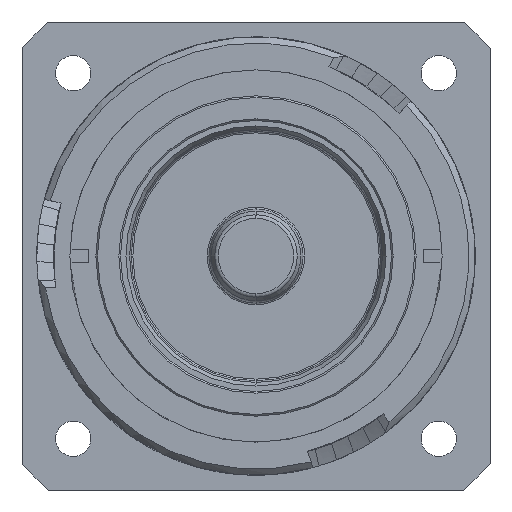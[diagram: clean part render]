
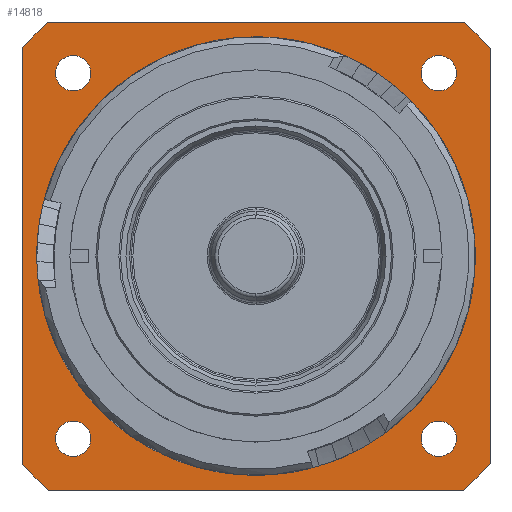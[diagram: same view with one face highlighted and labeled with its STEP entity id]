
A CAD part, left-side view. The second image highlights one B-rep face of the part: STEP entity #14818.
In plain terms, the highlighted planar face has unit normal (-1, 0, 0).
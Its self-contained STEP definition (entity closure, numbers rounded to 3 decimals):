
#327=CARTESIAN_POINT('',(29.,0.,0.));
#328=DIRECTION('',(1.,0.,0.));
#329=DIRECTION('',(0.,1.,0.));
#330=AXIS2_PLACEMENT_3D('',#327,#328,#329);
#1271=CARTESIAN_POINT('',(29.,0.,0.));
#1272=DIRECTION('',(-1.,0.,0.));
#1273=DIRECTION('',(0.,1.,0.));
#1274=AXIS2_PLACEMENT_3D('',#1271,#1272,#1273);
#2998=DIRECTION('',(0.,1.,0.));
#2999=VECTOR('',#2998,50.571);
#3000=CARTESIAN_POINT('',(29.,-25.286,-28.5));
#3001=LINE('708',#3000,#2999);
#3002=CARTESIAN_POINT('',(29.,0.,0.));
#3003=DIRECTION('',(-1.,0.,0.));
#3004=DIRECTION('',(0.,0.748,-0.664));
#3005=AXIS2_PLACEMENT_3D('',#3002,#3003,#3004);
#3007=DIRECTION('',(0.,0.,1.));
#3008=VECTOR('',#3007,50.571);
#3009=CARTESIAN_POINT('',(29.,28.5,-25.286));
#3010=LINE('711',#3009,#3008);
#3011=CARTESIAN_POINT('',(29.,0.,0.));
#3012=DIRECTION('',(1.,0.,0.));
#3013=DIRECTION('',(0.,0.748,0.664));
#3014=AXIS2_PLACEMENT_3D('',#3011,#3012,#3013);
#3016=DIRECTION('',(0.,-1.,0.));
#3017=VECTOR('',#3016,50.571);
#3018=CARTESIAN_POINT('',(29.,25.286,28.5));
#3019=LINE('710',#3018,#3017);
#3020=CARTESIAN_POINT('',(29.,0.,0.));
#3021=DIRECTION('',(1.,0.,0.));
#3022=DIRECTION('',(0.,-0.664,0.748));
#3023=AXIS2_PLACEMENT_3D('',#3020,#3021,#3022);
#3025=DIRECTION('',(0.,0.,-1.));
#3026=VECTOR('',#3025,50.571);
#3027=CARTESIAN_POINT('',(29.,-28.5,25.286));
#3028=LINE('709',#3027,#3026);
#3029=CARTESIAN_POINT('',(29.,0.,0.));
#3030=DIRECTION('',(-1.,0.,0.));
#3031=DIRECTION('',(0.,-0.664,-0.748));
#3032=AXIS2_PLACEMENT_3D('',#3029,#3030,#3031);
#3034=CARTESIAN_POINT('',(29.,22.25,-22.25));
#3035=DIRECTION('',(-1.,0.,0.));
#3036=DIRECTION('',(0.,0.,1.));
#3037=AXIS2_PLACEMENT_3D('',#3034,#3035,#3036);
#3039=CARTESIAN_POINT('',(29.,22.25,-22.25));
#3040=DIRECTION('',(-1.,0.,0.));
#3041=DIRECTION('',(0.,0.,-1.));
#3042=AXIS2_PLACEMENT_3D('',#3039,#3040,#3041);
#3044=CARTESIAN_POINT('',(29.,22.25,22.25));
#3045=DIRECTION('',(-1.,0.,0.));
#3046=DIRECTION('',(0.,0.,1.));
#3047=AXIS2_PLACEMENT_3D('',#3044,#3045,#3046);
#3049=CARTESIAN_POINT('',(29.,22.25,22.25));
#3050=DIRECTION('',(-1.,0.,0.));
#3051=DIRECTION('',(0.,0.,-1.));
#3052=AXIS2_PLACEMENT_3D('',#3049,#3050,#3051);
#3054=CARTESIAN_POINT('',(29.,-22.25,22.25));
#3055=DIRECTION('',(-1.,0.,0.));
#3056=DIRECTION('',(0.,0.,1.));
#3057=AXIS2_PLACEMENT_3D('',#3054,#3055,#3056);
#3059=CARTESIAN_POINT('',(29.,-22.25,22.25));
#3060=DIRECTION('',(-1.,0.,0.));
#3061=DIRECTION('',(0.,0.,-1.));
#3062=AXIS2_PLACEMENT_3D('',#3059,#3060,#3061);
#3064=CARTESIAN_POINT('',(29.,-22.25,-22.25));
#3065=DIRECTION('',(-1.,0.,0.));
#3066=DIRECTION('',(0.,0.,1.));
#3067=AXIS2_PLACEMENT_3D('',#3064,#3065,#3066);
#3069=CARTESIAN_POINT('',(29.,-22.25,-22.25));
#3070=DIRECTION('',(-1.,0.,0.));
#3071=DIRECTION('',(0.,0.,-1.));
#3072=AXIS2_PLACEMENT_3D('',#3069,#3070,#3071);
#6289=CARTESIAN_POINT('',(29.,26.7,0.));
#6290=CARTESIAN_POINT('',(29.,-26.7,0.));
#6291=VERTEX_POINT('',#6289);
#6292=VERTEX_POINT('',#6290);
#6309=CARTESIAN_POINT('',(29.,-25.286,-28.5));
#6310=CARTESIAN_POINT('',(29.,25.286,-28.5));
#6311=VERTEX_POINT('',#6309);
#6312=VERTEX_POINT('',#6310);
#6313=CARTESIAN_POINT('',(29.,-28.5,25.286));
#6314=CARTESIAN_POINT('',(29.,-28.5,-25.286));
#6315=VERTEX_POINT('',#6313);
#6316=VERTEX_POINT('',#6314);
#6317=CARTESIAN_POINT('',(29.,25.286,28.5));
#6318=CARTESIAN_POINT('',(29.,-25.286,28.5));
#6319=VERTEX_POINT('',#6317);
#6320=VERTEX_POINT('',#6318);
#6321=CARTESIAN_POINT('',(29.,28.5,-25.286));
#6322=CARTESIAN_POINT('',(29.,28.5,25.286));
#6323=VERTEX_POINT('',#6321);
#6324=VERTEX_POINT('',#6322);
#6828=CARTESIAN_POINT('',(29.,22.25,-20.1));
#6829=CARTESIAN_POINT('',(29.,22.25,-24.4));
#6830=VERTEX_POINT('',#6828);
#6831=VERTEX_POINT('',#6829);
#6832=CARTESIAN_POINT('',(29.,22.25,24.4));
#6833=CARTESIAN_POINT('',(29.,22.25,20.1));
#6834=VERTEX_POINT('',#6832);
#6835=VERTEX_POINT('',#6833);
#6836=CARTESIAN_POINT('',(29.,-22.25,24.4));
#6837=CARTESIAN_POINT('',(29.,-22.25,20.1));
#6838=VERTEX_POINT('',#6836);
#6839=VERTEX_POINT('',#6837);
#6840=CARTESIAN_POINT('',(29.,-22.25,-20.1));
#6841=CARTESIAN_POINT('',(29.,-22.25,-24.4));
#6842=VERTEX_POINT('',#6840);
#6843=VERTEX_POINT('',#6841);
#14767=CARTESIAN_POINT('',(29.,0.,0.));
#14768=DIRECTION('',(1.,0.,0.));
#14769=DIRECTION('',(0.,-1.,0.));
#14770=AXIS2_PLACEMENT_3D('',#14767,#14768,#14769);
#14771=PLANE('250',#14770);
#14773=ORIENTED_EDGE('708',*,*,#14772,.T.);
#14775=ORIENTED_EDGE('837',*,*,#14774,.F.);
#14777=ORIENTED_EDGE('711',*,*,#14776,.T.);
#14779=ORIENTED_EDGE('833',*,*,#14778,.T.);
#14781=ORIENTED_EDGE('710',*,*,#14780,.T.);
#14783=ORIENTED_EDGE('834',*,*,#14782,.T.);
#14785=ORIENTED_EDGE('709',*,*,#14784,.T.);
#14787=ORIENTED_EDGE('838',*,*,#14786,.F.);
#14788=EDGE_LOOP('250',(#14773,#14775,#14777,#14779,#14781,#14783,#14785,
#14787));
#14789=FACE_OUTER_BOUND('250',#14788,.F.);
#14790=ORIENTED_EDGE('703',*,*,#8047,.T.);
#14791=ORIENTED_EDGE('701',*,*,#7734,.F.);
#14792=EDGE_LOOP('250',(#14790,#14791));
#14793=FACE_BOUND('250',#14792,.F.);
#14795=ORIENTED_EDGE('1289',*,*,#14794,.T.);
#14797=ORIENTED_EDGE('1290',*,*,#14796,.T.);
#14798=EDGE_LOOP('250',(#14795,#14797));
#14799=FACE_BOUND('250',#14798,.F.);
#14801=ORIENTED_EDGE('1291',*,*,#14800,.T.);
#14803=ORIENTED_EDGE('1292',*,*,#14802,.T.);
#14804=EDGE_LOOP('250',(#14801,#14803));
#14805=FACE_BOUND('250',#14804,.F.);
#14807=ORIENTED_EDGE('1293',*,*,#14806,.T.);
#14809=ORIENTED_EDGE('1294',*,*,#14808,.T.);
#14810=EDGE_LOOP('250',(#14807,#14809));
#14811=FACE_BOUND('250',#14810,.F.);
#14813=ORIENTED_EDGE('1295',*,*,#14812,.T.);
#14815=ORIENTED_EDGE('1296',*,*,#14814,.T.);
#14816=EDGE_LOOP('250',(#14813,#14815));
#14817=FACE_BOUND('250',#14816,.F.);
#331=CIRCLE('701',#330,26.7);
#1275=CIRCLE('703',#1274,26.7);
#3006=CIRCLE('837',#3005,38.1);
#3015=CIRCLE('833',#3014,38.1);
#3024=CIRCLE('834',#3023,38.1);
#3033=CIRCLE('838',#3032,38.1);
#3038=CIRCLE('1289',#3037,2.15);
#3043=CIRCLE('1290',#3042,2.15);
#3048=CIRCLE('1291',#3047,2.15);
#3053=CIRCLE('1292',#3052,2.15);
#3058=CIRCLE('1293',#3057,2.15);
#3063=CIRCLE('1294',#3062,2.15);
#3068=CIRCLE('1295',#3067,2.15);
#3073=CIRCLE('1296',#3072,2.15);
#7734=EDGE_CURVE('701',#6291,#6292,#331,.T.);
#8047=EDGE_CURVE('703',#6291,#6292,#1275,.T.);
#14772=EDGE_CURVE('708',#6311,#6312,#3001,.T.);
#14774=EDGE_CURVE('837',#6323,#6312,#3006,.T.);
#14776=EDGE_CURVE('711',#6323,#6324,#3010,.T.);
#14778=EDGE_CURVE('833',#6324,#6319,#3015,.T.);
#14780=EDGE_CURVE('710',#6319,#6320,#3019,.T.);
#14782=EDGE_CURVE('834',#6320,#6315,#3024,.T.);
#14784=EDGE_CURVE('709',#6315,#6316,#3028,.T.);
#14786=EDGE_CURVE('838',#6311,#6316,#3033,.T.);
#14794=EDGE_CURVE('1289',#6830,#6831,#3038,.T.);
#14796=EDGE_CURVE('1290',#6831,#6830,#3043,.T.);
#14800=EDGE_CURVE('1291',#6834,#6835,#3048,.T.);
#14802=EDGE_CURVE('1292',#6835,#6834,#3053,.T.);
#14806=EDGE_CURVE('1293',#6838,#6839,#3058,.T.);
#14808=EDGE_CURVE('1294',#6839,#6838,#3063,.T.);
#14812=EDGE_CURVE('1295',#6842,#6843,#3068,.T.);
#14814=EDGE_CURVE('1296',#6843,#6842,#3073,.T.);
#14818=ADVANCED_FACE('250',(#14789,#14793,#14799,#14805,#14811,#14817),#14771,
.F.);
